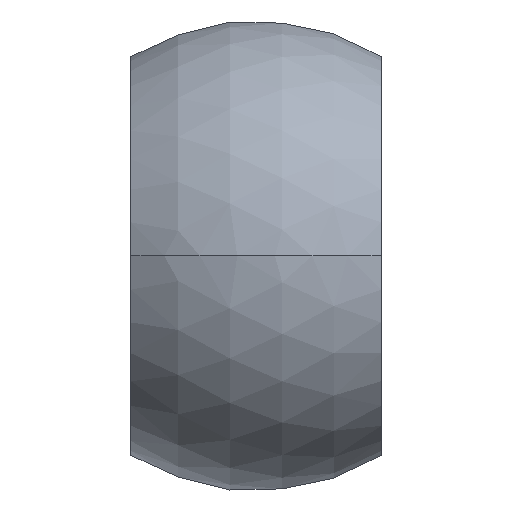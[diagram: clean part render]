
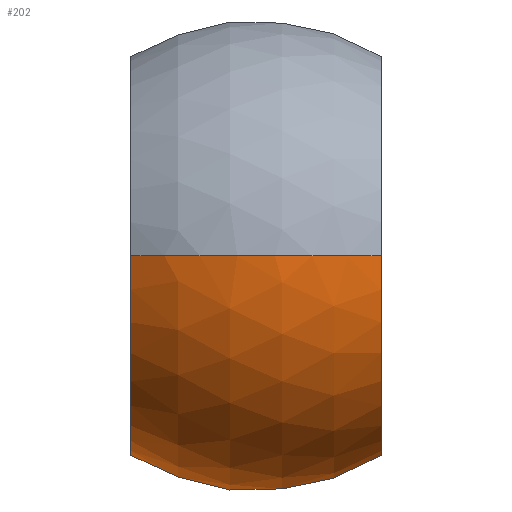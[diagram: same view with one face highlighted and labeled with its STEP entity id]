
A CAD part, left-side view. The second image highlights one B-rep face of the part: STEP entity #202.
In plain terms, the highlighted spherical face has radius 16 mm.
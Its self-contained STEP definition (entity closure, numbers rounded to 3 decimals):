
#118=EDGE_CURVE('',#270,#164,#319,.T.);
#122=VERTEX_POINT('',#323);
#142=EDGE_CURVE('',#186,#122,#349,.T.);
#146=EDGE_CURVE('',#164,#122,#353,.T.);
#164=VERTEX_POINT('',#371);
#186=VERTEX_POINT('',#394);
#202=ADVANCED_FACE('',(#411),#412,.T.);
#270=VERTEX_POINT('',#489);
#280=EDGE_CURVE('',#270,#186,#500,.T.);
#319=CIRCLE('',#533,16.0);
#323=CARTESIAN_POINT('',(12.342,-8.5,-5.605));
#349=CIRCLE('',#566,10.182);
#353=CIRCLE('',#573,13.555);
#371=CARTESIAN_POINT('',(-13.555,-8.5,0.));
#394=CARTESIAN_POINT('',(12.342,8.5,-5.605));
#411=FACE_OUTER_BOUND('',#703,.T.);
#412=SPHERICAL_SURFACE('',#704,16.0);
#489=CARTESIAN_POINT('',(-13.555,8.5,0.));
#500=CIRCLE('',#866,13.555);
#533=AXIS2_PLACEMENT_3D('',#903,#904,#905);
#566=AXIS2_PLACEMENT_3D('',#945,#946,#947);
#573=AXIS2_PLACEMENT_3D('',#949,#950,#951);
#703=EDGE_LOOP('',(#1003,#1004,#1005,#1006));
#704=AXIS2_PLACEMENT_3D('',#1007,#1008,#1009);
#866=AXIS2_PLACEMENT_3D('',#1120,#1121,#1122);
#903=CARTESIAN_POINT('',(0.,0.,0.));
#904=DIRECTION('',(0.,-0.0,1.0));
#905=DIRECTION('',(0.0,1.0,0.0));
#945=CARTESIAN_POINT('',(12.342,0.,0.));
#946=DIRECTION('',(-1.0,0.,0.));
#947=DIRECTION('',(0.,0.0,-1.0));
#949=CARTESIAN_POINT('',(0.,-8.5,0.));
#950=DIRECTION('',(0.0,-1.0,0.0));
#951=DIRECTION('',(1.0,0.0,0.));
#1003=ORIENTED_EDGE('',*,*,#118,.F.);
#1004=ORIENTED_EDGE('',*,*,#280,.T.);
#1005=ORIENTED_EDGE('',*,*,#142,.T.);
#1006=ORIENTED_EDGE('',*,*,#146,.F.);
#1007=CARTESIAN_POINT('',(0.,0.,0.));
#1008=DIRECTION('',(0.0,-1.0,0.0));
#1009=DIRECTION('',(-1.0,0.0,0.));
#1120=CARTESIAN_POINT('',(0.,8.5,0.));
#1121=DIRECTION('',(0.0,-1.0,0.0));
#1122=DIRECTION('',(1.0,0.0,0.));
